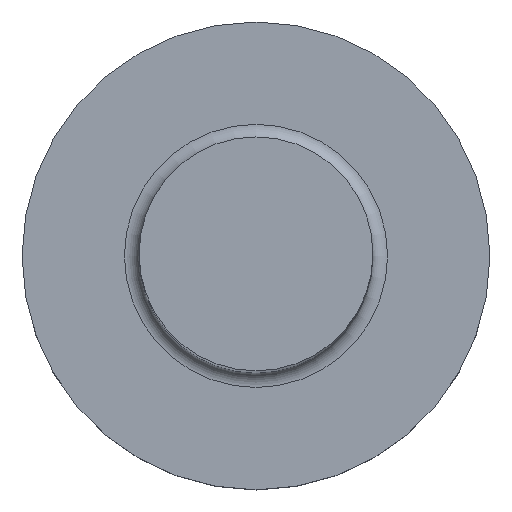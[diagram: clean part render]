
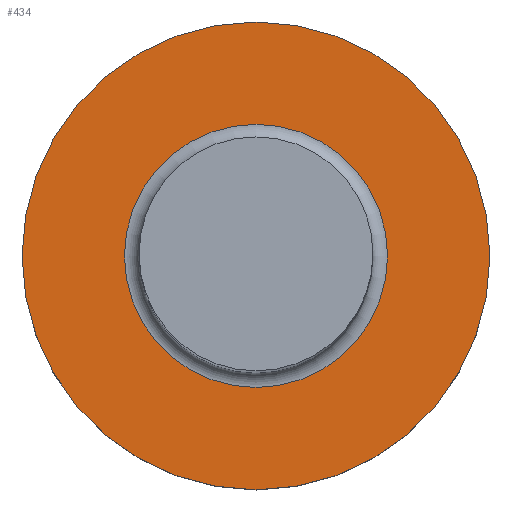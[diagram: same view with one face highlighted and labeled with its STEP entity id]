
A CAD part, top view. The second image highlights one B-rep face of the part: STEP entity #434.
In plain terms, the highlighted planar face has unit normal (0, 0, 1).
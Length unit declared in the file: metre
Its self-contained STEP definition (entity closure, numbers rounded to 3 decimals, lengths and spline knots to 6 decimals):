
#75=ORIENTED_EDGE('',*,*,#202,.T.);
#76=ORIENTED_EDGE('',*,*,#203,.F.);
#202=EDGE_CURVE('',#267,#267,#313,.T.);
#203=EDGE_CURVE('',#268,#268,#314,.T.);
#267=VERTEX_POINT('',#686);
#268=VERTEX_POINT('',#689);
#313=CIRCLE('',#476,0.0009);
#314=CIRCLE('',#478,0.0016);
#353=EDGE_LOOP('',(#75));
#354=EDGE_LOOP('',(#76));
#385=FACE_BOUND('',#353,.T.);
#386=FACE_BOUND('',#354,.T.);
#414=PLANE('',#477);
#434=ADVANCED_FACE('',(#385,#386),#414,.F.);
#476=AXIS2_PLACEMENT_3D('',#685,#547,#548);
#477=AXIS2_PLACEMENT_3D('',#687,#549,#550);
#478=AXIS2_PLACEMENT_3D('',#688,#551,#552);
#547=DIRECTION('',(0.,0.,-1.));
#548=DIRECTION('',(1.,0.,0.));
#549=DIRECTION('',(0.,0.,-1.));
#550=DIRECTION('',(1.,0.,0.));
#551=DIRECTION('',(0.,0.,-1.));
#552=DIRECTION('',(1.,0.,0.));
#685=CARTESIAN_POINT('',(0.0082,-0.0082,-0.027));
#686=CARTESIAN_POINT('',(0.0091,-0.0082,-0.027));
#687=CARTESIAN_POINT('',(0.0082,-0.0082,-0.027));
#688=CARTESIAN_POINT('',(0.0082,-0.0082,-0.027));
#689=CARTESIAN_POINT('',(0.0098,-0.0082,-0.027));
